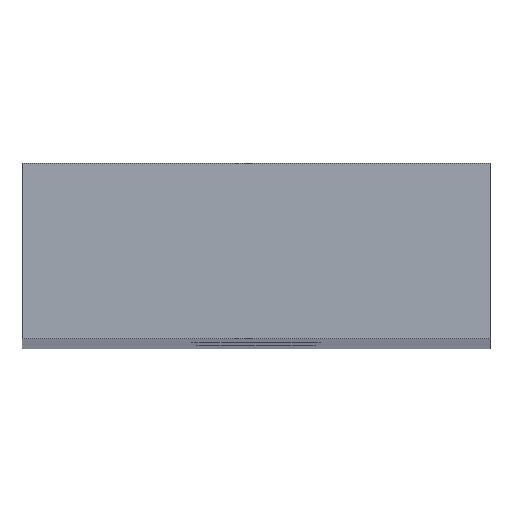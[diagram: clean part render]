
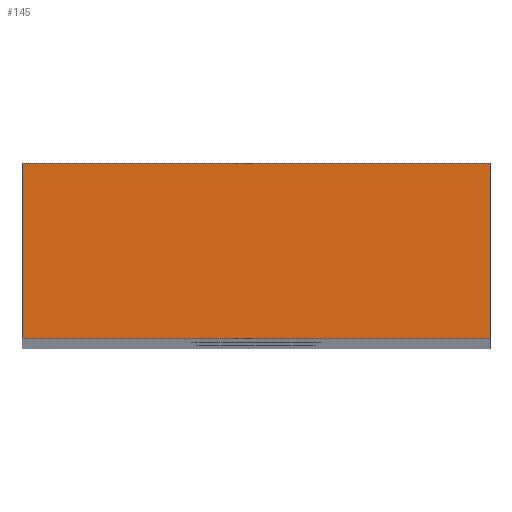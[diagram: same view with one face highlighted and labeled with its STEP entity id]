
A CAD part, top view. The second image highlights one B-rep face of the part: STEP entity #145.
In plain terms, the highlighted planar face has unit normal (0, 0, 1).
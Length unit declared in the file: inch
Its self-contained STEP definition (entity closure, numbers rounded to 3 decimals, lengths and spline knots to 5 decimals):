
#17=LINE('',#235,#29);
#20=LINE('',#241,#32);
#23=LINE('',#247,#35);
#26=LINE('',#251,#38);
#29=VECTOR('',#197,0.3937);
#32=VECTOR('',#202,0.3937);
#35=VECTOR('',#207,0.3937);
#38=VECTOR('',#212,0.3937);
#43=PLANE('',#177);
#57=FACE_OUTER_BOUND('',#71,.T.);
#71=EDGE_LOOP('',(#129,#130,#131,#132));
#83=VERTEX_POINT('',#232);
#84=VERTEX_POINT('',#234);
#86=VERTEX_POINT('',#240);
#88=VERTEX_POINT('',#246);
#95=EDGE_CURVE('',#84,#83,#17,.T.);
#98=EDGE_CURVE('',#86,#84,#20,.T.);
#101=EDGE_CURVE('',#88,#86,#23,.T.);
#104=EDGE_CURVE('',#83,#88,#26,.T.);
#129=ORIENTED_EDGE('',*,*,#104,.T.);
#130=ORIENTED_EDGE('',*,*,#101,.T.);
#131=ORIENTED_EDGE('',*,*,#98,.T.);
#132=ORIENTED_EDGE('',*,*,#95,.T.);
#145=ADVANCED_FACE('',(#57),#43,.T.);
#177=AXIS2_PLACEMENT_3D('',#252,#213,#214);
#197=DIRECTION('',(0.,-1.,0.));
#202=DIRECTION('',(-1.,0.,0.));
#207=DIRECTION('',(0.,1.,0.));
#212=DIRECTION('',(1.,0.,0.));
#213=DIRECTION('center_axis',(0.,0.,1.));
#214=DIRECTION('ref_axis',(1.,0.,0.));
#232=CARTESIAN_POINT('',(0.,0.,12.5));
#234=CARTESIAN_POINT('',(0.,0.375,12.5));
#235=CARTESIAN_POINT('',(0.,0.375,12.5));
#240=CARTESIAN_POINT('',(1.,0.375,12.5));
#241=CARTESIAN_POINT('',(1.,0.375,12.5));
#246=CARTESIAN_POINT('',(1.,0.,12.5));
#247=CARTESIAN_POINT('',(1.,0.,12.5));
#251=CARTESIAN_POINT('',(0.,0.,12.5));
#252=CARTESIAN_POINT('Origin',(0.5,0.1875,12.5));
